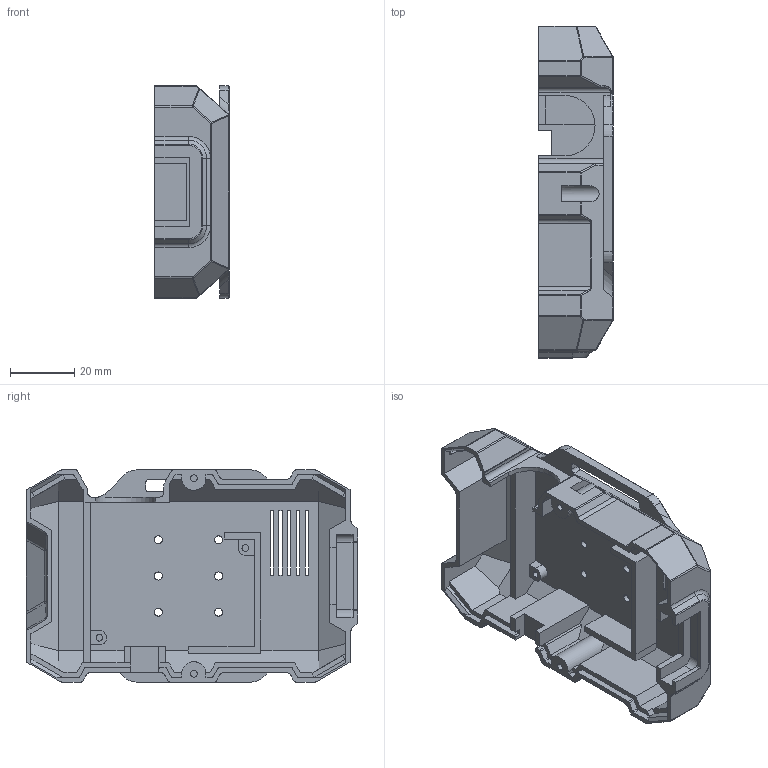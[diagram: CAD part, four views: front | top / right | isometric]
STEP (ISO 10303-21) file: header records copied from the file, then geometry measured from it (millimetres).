
FILE_DESCRIPTION(('CATIA V5 STEP Exchange'),'2;1');
FILE_NAME('LASS BOX ver3 G3 side.stp','2016-03-04T11:29:47+00:00',('none'),('none'),'CATIA Version 5 Release 21 SP 5 (IN-10)','CATIA V5 STEP AP203','none');
FILE_SCHEMA(('CONFIG_CONTROL_DESIGN'));
Length unit declared in the file: millimetre
Products named in the file (1): LASS BOX ver3 G3 side
Bounding box: 23.15 x 103.2 x 66 mm (x, y, z)
Volume: 28212 mm3; surface area: 28578.2 mm2
Topology: 1 solids, 1 shells, 480 faces, 1301 edges, 783 vertices
Faces by surface type: plane 238, cylinder 164, sphere 38, bspline 28, torus 8, cone 2, extrusion 2
Entity records: 15793 total; most frequent: CARTESIAN_POINT 4855, ORIENTED_EDGE 2518, DIRECTION 1771, EDGE_CURVE 1259, VERTEX_POINT 783, VECTOR 780, LINE 778, AXIS2_PLACEMENT_3D 626
